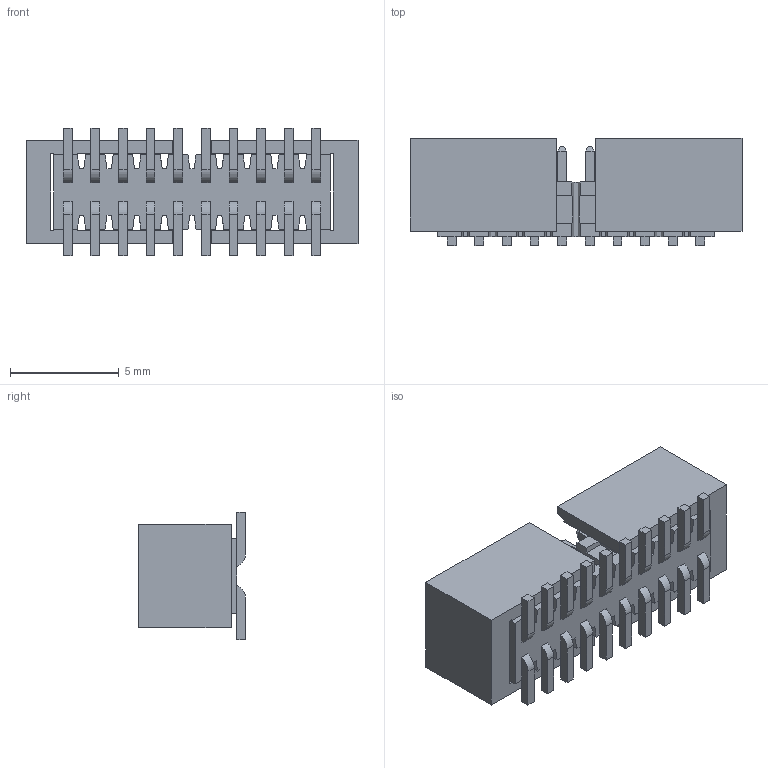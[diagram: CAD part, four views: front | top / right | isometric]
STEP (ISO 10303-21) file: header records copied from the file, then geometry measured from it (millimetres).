
FILE_DESCRIPTION (( 'STEP AP203' ), '1' );
FILE_NAME ('FTSH-110-03-X-DV-ES.step', '2013-05-07T05:26:56', ( 'Test' ), ( 'SAMTEC' ), 'SwSTEP 2.0', 'SolidWorks 2012', '' );
FILE_SCHEMA (( 'CONFIG_CONTROL_DESIGN' ));
Length unit declared in the file: inch
Products named in the file (1): FTSH-110-03-X-DV-ES
Bounding box: 15.27 x 4.93 x 5.84 mm (x, y, z)
Volume: 212 mm3; surface area: 655.2 mm2
Topology: 1 solids, 1 shells, 494 faces, 1300 edges, 824 vertices
Faces by surface type: plane 474, cylinder 20
Entity records: 14867 total; most frequent: CARTESIAN_POINT 2619, ORIENTED_EDGE 2600, DIRECTION 2330, EDGE_CURVE 1300, VECTOR 1260, LINE 1260, VERTEX_POINT 824, AXIS2_PLACEMENT_3D 535
